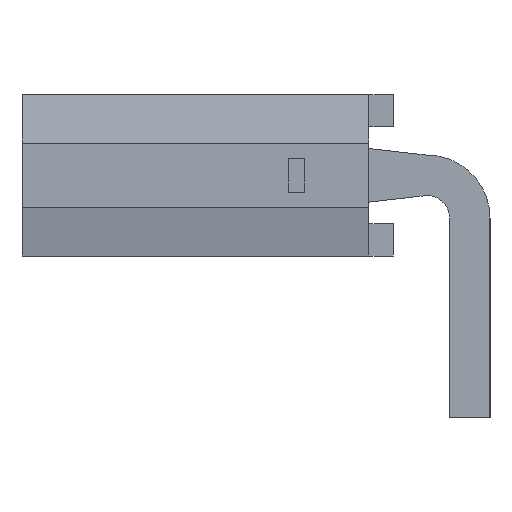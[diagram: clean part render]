
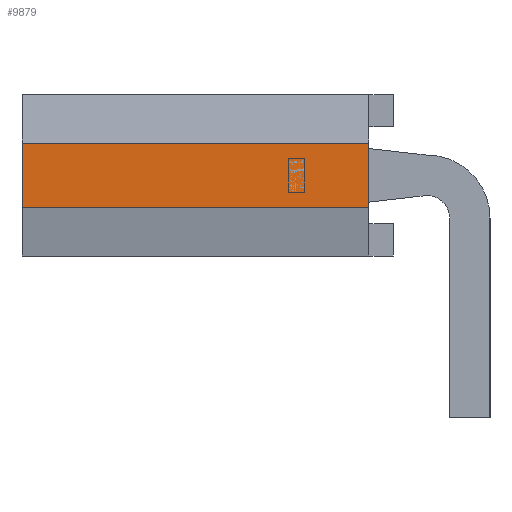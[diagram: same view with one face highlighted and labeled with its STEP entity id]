
A CAD part, left-side view. The second image highlights one B-rep face of the part: STEP entity #9879.
In plain terms, the highlighted planar face has unit normal (-1, 0, 0).
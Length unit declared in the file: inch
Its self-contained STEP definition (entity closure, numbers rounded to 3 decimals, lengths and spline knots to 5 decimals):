
#291=FACE_OUTER_BOUND('',#805,.T.);
#805=EDGE_LOOP('',(#6461,#6462,#6463,#6464));
#1331=LINE('',#13810,#2657);
#1332=LINE('',#13812,#2658);
#1333=LINE('',#13814,#2659);
#1334=LINE('',#13815,#2660);
#2657=VECTOR('',#11111,0.3937);
#2658=VECTOR('',#11112,39.37008);
#2659=VECTOR('',#11113,0.3937);
#2660=VECTOR('',#11114,39.37008);
#3983=VERTEX_POINT('',#13808);
#3984=VERTEX_POINT('',#13809);
#3985=VERTEX_POINT('',#13811);
#3986=VERTEX_POINT('',#13813);
#4967=EDGE_CURVE('',#3983,#3984,#1331,.T.);
#4968=EDGE_CURVE('',#3985,#3983,#1332,.T.);
#4969=EDGE_CURVE('',#3986,#3985,#1333,.T.);
#4970=EDGE_CURVE('',#3986,#3984,#1334,.T.);
#6461=ORIENTED_EDGE('',*,*,#4967,.F.);
#6462=ORIENTED_EDGE('',*,*,#4968,.F.);
#6463=ORIENTED_EDGE('',*,*,#4969,.F.);
#6464=ORIENTED_EDGE('',*,*,#4970,.T.);
#9449=PLANE('',#10420);
#9879=ADVANCED_FACE('',(#291),#9449,.F.);
#10420=AXIS2_PLACEMENT_3D('',#13807,#11109,#11110);
#11109=DIRECTION('center_axis',(1.,0.,0.));
#11110=DIRECTION('ref_axis',(0.,0.,-1.));
#11111=DIRECTION('',(0.,0.,-1.));
#11112=DIRECTION('',(0.,-1.,0.));
#11113=DIRECTION('',(0.,0.,1.));
#11114=DIRECTION('',(0.,-1.,0.));
#13807=CARTESIAN_POINT('Origin',(1.,0.115,0.));
#13808=CARTESIAN_POINT('',(1.,0.015,0.02));
#13809=CARTESIAN_POINT('',(1.,0.015,-0.02));
#13810=CARTESIAN_POINT('',(1.,0.015,0.025));
#13811=CARTESIAN_POINT('',(1.,0.23,0.02));
#13812=CARTESIAN_POINT('',(1.,0.23,0.02));
#13813=CARTESIAN_POINT('',(1.,0.23,-0.02));
#13814=CARTESIAN_POINT('',(1.,0.23,0.));
#13815=CARTESIAN_POINT('',(1.,0.23,-0.02));
